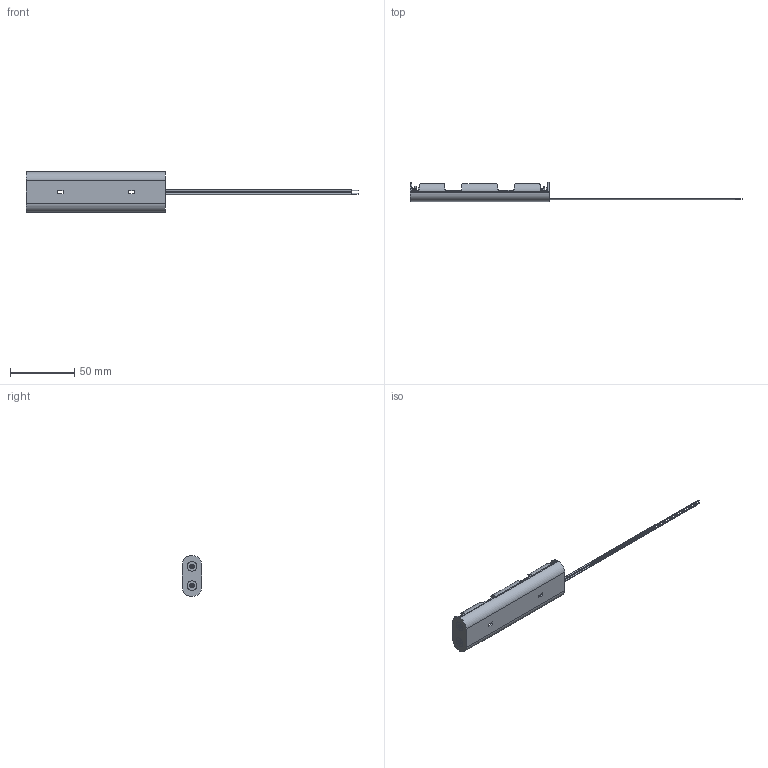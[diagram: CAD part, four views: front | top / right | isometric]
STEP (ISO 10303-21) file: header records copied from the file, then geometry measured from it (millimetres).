
FILE_DESCRIPTION (( 'STEP AP214' ), '1' );
FILE_NAME ('BH34AAW.STEP', '2020-01-02T04:11:10', ( '' ), ( '' ), 'SwSTEP 2.0', 'SolidWorks 2017', '' );
FILE_SCHEMA (( 'AUTOMOTIVE_DESIGN' ));
Length unit declared in the file: millimetre
Products named in the file (1): BH34AAW
Bounding box: 258.4 x 14.9 x 31.5 mm (x, y, z)
Volume: 8259.1 mm3; surface area: 16482 mm2
Topology: 9 solids, 9 shells, 288 faces, 713 edges, 462 vertices
Faces by surface type: plane 133, cylinder 107, torus 44, bspline 4
Entity records: 11801 total; most frequent: CARTESIAN_POINT 4654, DIRECTION 1515, ORIENTED_EDGE 1426, EDGE_CURVE 713, AXIS2_PLACEMENT_3D 579, VERTEX_POINT 462, LINE 357, VECTOR 357
